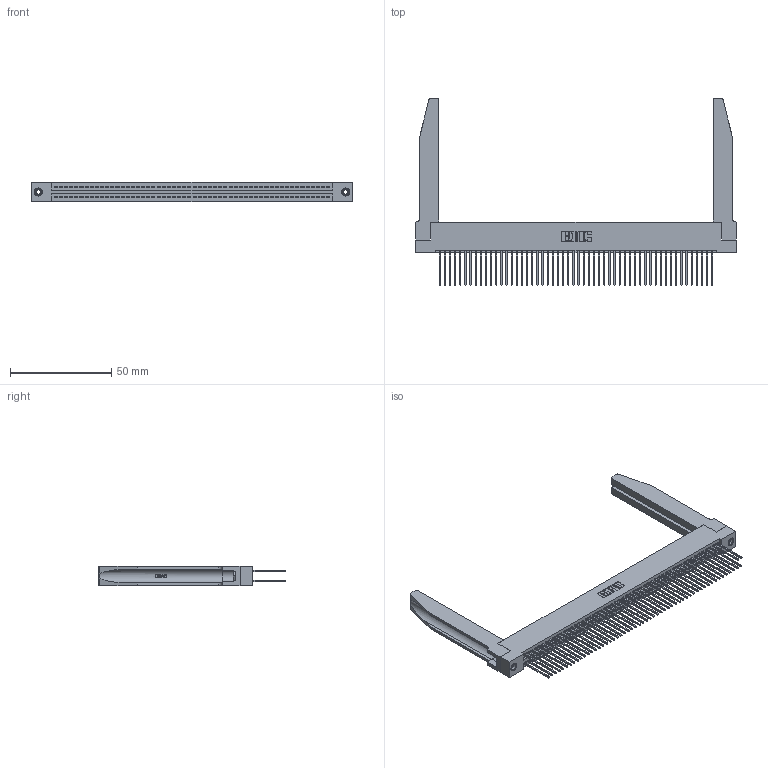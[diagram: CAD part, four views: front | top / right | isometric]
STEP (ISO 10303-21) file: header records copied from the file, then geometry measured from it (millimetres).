
FILE_DESCRIPTION (( 'STEP AP203' ), '1' );
FILE_NAME ('395-108-542-278.STEP', '2019-10-27T08:11:01', ( '' ), ( '' ), 'SwSTEP 2.0', 'SolidWorks 2016', '' );
FILE_SCHEMA (( 'CONFIG_CONTROL_DESIGN' ));
Length unit declared in the file: inch
Products named in the file (5): 345 Part_Flush Mounting Lugs - 0.156 Dia-TH; 345-292-001_345-293-142; 345-250-001_345-250-001-102; 345-220-078_345-220-078; 395-108-542-278
Assembly tree (113 placements, depth 2):
  395-108-542-278
    345 Part_Flush Mounting Lugs - 0.156 Dia-TH
    345-292-001_345-293-142  x108
    345-250-001_345-250-001-102  x2
    345-220-078_345-220-078  x2
Bounding box: 158.39 x 92.25 x 9.4 mm (x, y, z)
Volume: 23771.9 mm3; surface area: 33076.4 mm2
Topology: 113 solids, 113 shells, 5760 faces, 17041 edges, 11206 vertices
Faces by surface type: plane 3786, cylinder 1922, bspline 36, cone 12, torus 4
Entity records: 45512 total; most frequent: CARTESIAN_POINT 8535, ORIENTED_EDGE 7366, DIRECTION 6505, EDGE_CURVE 3683, LINE 3241, VECTOR 3241, VERTEX_POINT 2448, AXIS2_PLACEMENT_3D 1632
